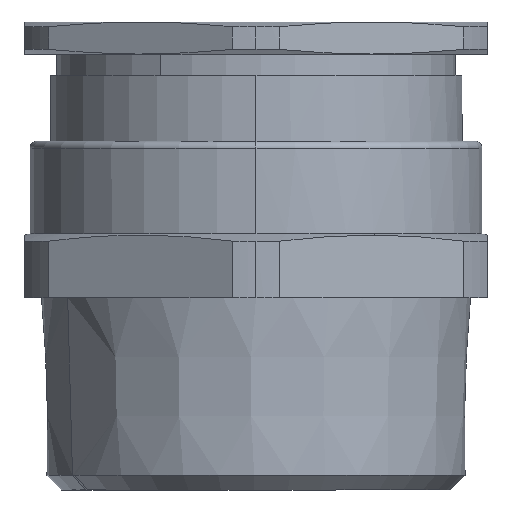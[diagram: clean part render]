
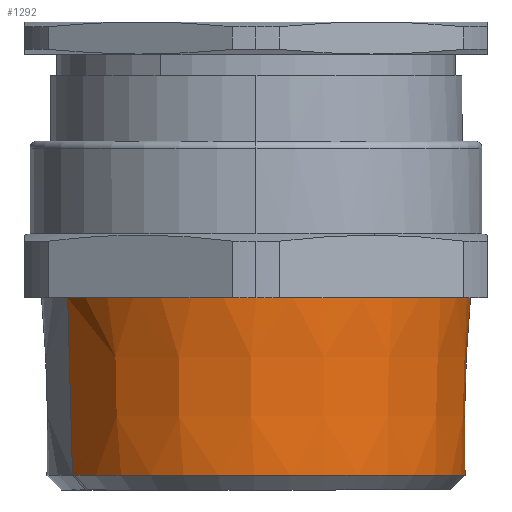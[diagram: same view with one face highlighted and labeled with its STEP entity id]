
A CAD part, front view. The second image highlights one B-rep face of the part: STEP entity #1292.
In plain terms, the highlighted conical face has half-angle 1.78 degrees and reference radius 29.311 mm.
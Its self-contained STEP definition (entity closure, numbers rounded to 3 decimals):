
#1154=AXIS2_PLACEMENT_3D('Circle Axis2P3D',#1152,#1153,$) ;
#1171=AXIS2_PLACEMENT_3D('Circle Axis2P3D',#1169,#1170,$) ;
#1256=AXIS2_PLACEMENT_3D('Cone Axis2P3D',#1253,#1254,#1255) ;
#1267=AXIS2_PLACEMENT_3D('Circle Axis2P3D',#1265,#1266,$) ;
#1274=AXIS2_PLACEMENT_3D('Circle Axis2P3D',#1272,#1273,$) ;
#1142=CARTESIAN_POINT('Vertex',(7.05,21.081,2.064)) ;
#1149=CARTESIAN_POINT('Vertex',(58.279,49.833,2.064)) ;
#1152=CARTESIAN_POINT('Axis2P3D Location',(32.5,35.75,2.064)) ;
#1169=CARTESIAN_POINT('Axis2P3D Location',(32.5,35.75,2.064)) ;
#1173=CARTESIAN_POINT('Vertex',(6.721,21.667,2.064)) ;
#1253=CARTESIAN_POINT('Axis2P3D Location',(32.5,35.75,0.)) ;
#1258=CARTESIAN_POINT('Line Origine',(13675.036,7488.702,499287.144)) ;
#1262=CARTESIAN_POINT('Vertex',(58.959,50.205,27.)) ;
#1265=CARTESIAN_POINT('Axis2P3D Location',(32.5,35.75,27.)) ;
#1269=CARTESIAN_POINT('Vertex',(32.5,5.6,27.)) ;
#1272=CARTESIAN_POINT('Axis2P3D Location',(32.5,35.75,27.)) ;
#1276=CARTESIAN_POINT('Vertex',(6.041,21.295,27.)) ;
#1279=CARTESIAN_POINT('Line Origine',(-13610.036,-7417.202,499287.144)) ;
#1153=DIRECTION('Axis2P3D Direction',(0.,0.,1.)) ;
#1170=DIRECTION('Axis2P3D Direction',(0.,0.,1.)) ;
#1254=DIRECTION('Axis2P3D Direction',(0.,0.,1.)) ;
#1255=DIRECTION('Axis2P3D XDirection',(-0.878,-0.479,0.)) ;
#1259=DIRECTION('Vector Direction',(0.027,0.015,1.)) ;
#1266=DIRECTION('Axis2P3D Direction',(0.,0.,1.)) ;
#1273=DIRECTION('Axis2P3D Direction',(0.,0.,1.)) ;
#1280=DIRECTION('Vector Direction',(-0.027,-0.015,1.)) ;
#1260=VECTOR('Line Direction',#1259,1.) ;
#1281=VECTOR('Line Direction',#1280,1.) ;
#1285=ORIENTED_EDGE('',*,*,#1264,.T.) ;
#1286=ORIENTED_EDGE('',*,*,#1271,.T.) ;
#1287=ORIENTED_EDGE('',*,*,#1278,.T.) ;
#1288=ORIENTED_EDGE('',*,*,#1283,.F.) ;
#1289=ORIENTED_EDGE('',*,*,#1175,.T.) ;
#1290=ORIENTED_EDGE('',*,*,#1156,.T.) ;
#1292=ADVANCED_FACE('Part4.1\\Koerper.2',(#1291),#1257,.T.) ;
#1155=CIRCLE('generated circle',#1154,29.375) ;
#1172=CIRCLE('generated circle',#1171,29.375) ;
#1268=CIRCLE('generated circle',#1267,30.15) ;
#1275=CIRCLE('generated circle',#1274,30.15) ;
#1257=CONICAL_SURFACE('Cone',#1256,29.311,0.031) ;
#1156=EDGE_CURVE('',#1143,#1150,#1155,.T.) ;
#1175=EDGE_CURVE('',#1174,#1143,#1172,.T.) ;
#1264=EDGE_CURVE('',#1150,#1263,#1261,.T.) ;
#1271=EDGE_CURVE('',#1263,#1270,#1268,.F.) ;
#1278=EDGE_CURVE('',#1270,#1277,#1275,.F.) ;
#1283=EDGE_CURVE('',#1174,#1277,#1282,.T.) ;
#1284=EDGE_LOOP('',(#1285,#1286,#1287,#1288,#1289,#1290)) ;
#1291=FACE_OUTER_BOUND('',#1284,.T.) ;
#1261=LINE('Line',#1258,#1260) ;
#1282=LINE('Line',#1279,#1281) ;
#1143=VERTEX_POINT('',#1142) ;
#1150=VERTEX_POINT('',#1149) ;
#1174=VERTEX_POINT('',#1173) ;
#1263=VERTEX_POINT('',#1262) ;
#1270=VERTEX_POINT('',#1269) ;
#1277=VERTEX_POINT('',#1276) ;
